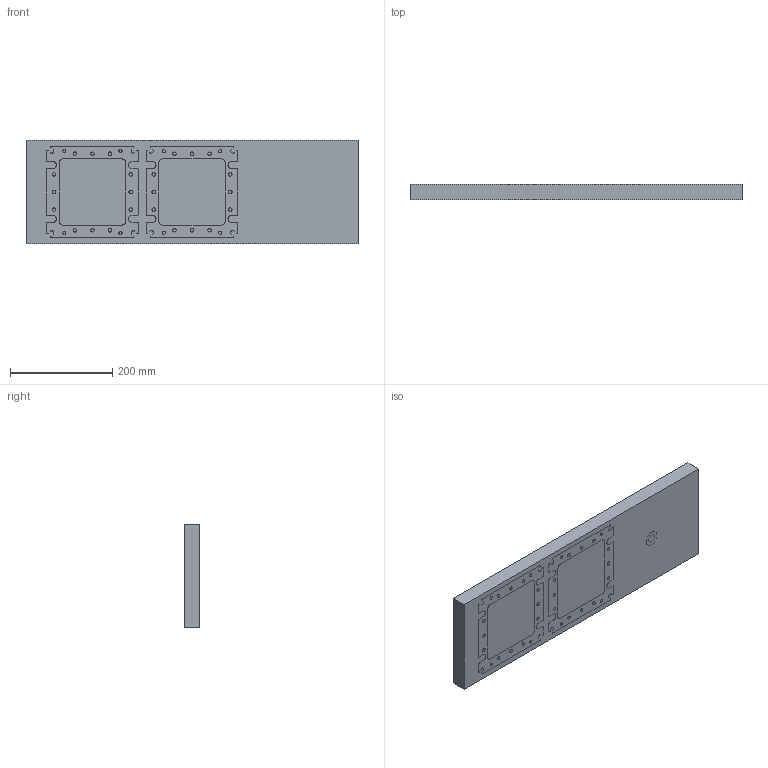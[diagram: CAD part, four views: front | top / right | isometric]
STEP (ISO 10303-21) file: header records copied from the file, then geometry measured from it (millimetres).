
FILE_DESCRIPTION (( 'STEP AP214' ), '1' );
FILE_NAME ('Global-130x130x90_Assembly-CAM.STEP', '2024-06-05T06:11:29', ( '' ), ( '' ), 'SwSTEP 2.0', 'SolidWorks 2022', '' );
FILE_SCHEMA (( 'AUTOMOTIVE_DESIGN' ));
Length unit declared in the file: millimetre
Products named in the file (5): middle-30; Base-130x130; Global-130x130x90_Assembly-CAM; Lydia-F100-ConnectorPlate-130x130_Lydia-V3-100F; Stock
Assembly tree (4 placements, depth 2):
  Global-130x130x90_Assembly-CAM
    middle-30
    Base-130x130
    Lydia-F100-ConnectorPlate-130x130_Lydia-V3-100F
    Stock
Bounding box: 650 x 30 x 203 mm (x, y, z)
Surface area: 586621.9 mm2
Topology: 5 solids, 5 shells, 358 faces, 1026 edges, 684 vertices
Faces by surface type: cylinder 226, plane 132
Entity records: 12369 total; most frequent: DIRECTION 2216, CARTESIAN_POINT 2075, ORIENTED_EDGE 2052, EDGE_CURVE 1026, AXIS2_PLACEMENT_3D 825, VERTEX_POINT 684, VECTOR 566, LINE 566
